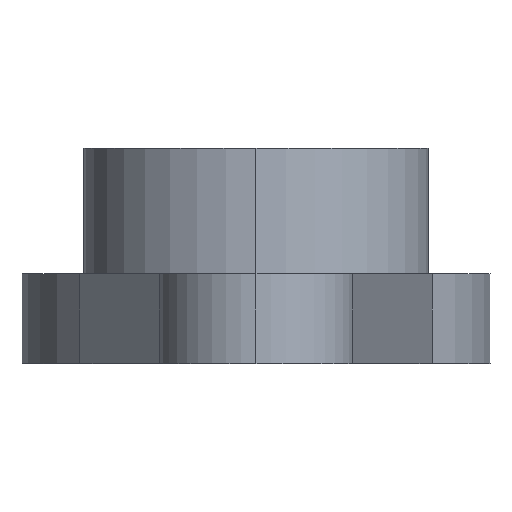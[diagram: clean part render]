
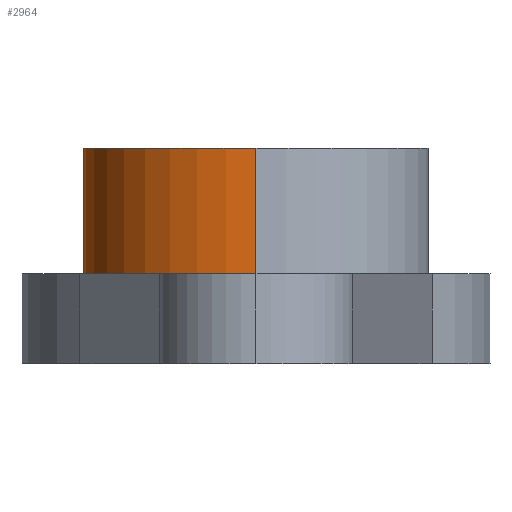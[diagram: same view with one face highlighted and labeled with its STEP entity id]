
A CAD part, left-side view. The second image highlights one B-rep face of the part: STEP entity #2964.
In plain terms, the highlighted cylindrical face has radius 4.4 mm (diameter 8.8 mm), a partial arc.
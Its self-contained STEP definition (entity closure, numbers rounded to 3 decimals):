
#65 = DIRECTION ( 'NONE',  ( 0., 0., 1. ) ) ;
#133 = LINE ( 'NONE', #1754, #195 ) ;
#134 = CIRCLE ( 'NONE', #2051, 4.4 ) ;
#149 = ORIENTED_EDGE ( 'NONE', *, *, #370, .T. ) ;
#195 = VECTOR ( 'NONE', #2022, 1000. ) ;
#252 = VERTEX_POINT ( 'NONE', #1425 ) ;
#300 = FACE_OUTER_BOUND ( 'NONE', #2832, .T. ) ;
#318 = CIRCLE ( 'NONE', #2289, 4.4 ) ;
#370 = EDGE_CURVE ( 'NONE', #552, #2097, #134, .T. ) ;
#552 = VERTEX_POINT ( 'NONE', #2972 ) ;
#736 = CARTESIAN_POINT ( 'NONE',  ( 4.4, 0., 5.5 ) ) ;
#794 = DIRECTION ( 'NONE',  ( -1., 0., 0. ) ) ;
#857 = EDGE_CURVE ( 'NONE', #2794, #552, #1060, .T. ) ;
#859 = AXIS2_PLACEMENT_3D ( 'NONE', #1948, #2896, #794 ) ;
#943 = ORIENTED_EDGE ( 'NONE', *, *, #1081, .F. ) ;
#952 = ORIENTED_EDGE ( 'NONE', *, *, #2115, .F. ) ;
#1060 = LINE ( 'NONE', #2201, #2394 ) ;
#1081 = EDGE_CURVE ( 'NONE', #2794, #252, #318, .T. ) ;
#1248 = CYLINDRICAL_SURFACE ( 'NONE', #859, 4.4 ) ;
#1425 = CARTESIAN_POINT ( 'NONE',  ( -4.4, 0., 5.5 ) ) ;
#1479 = DIRECTION ( 'NONE',  ( -1., 0., 0. ) ) ;
#1754 = CARTESIAN_POINT ( 'NONE',  ( -4.4, 0., 5.5 ) ) ;
#1781 = DIRECTION ( 'NONE',  ( 1., 0., 0. ) ) ;
#1904 = ORIENTED_EDGE ( 'NONE', *, *, #857, .T. ) ;
#1948 = CARTESIAN_POINT ( 'NONE',  ( 0., 0., 5.5 ) ) ;
#2022 = DIRECTION ( 'NONE',  ( 0., 0., -1. ) ) ;
#2051 = AXIS2_PLACEMENT_3D ( 'NONE', #2666, #65, #1479 ) ;
#2097 = VERTEX_POINT ( 'NONE', #2957 ) ;
#2115 = EDGE_CURVE ( 'NONE', #252, #2097, #133, .T. ) ;
#2201 = CARTESIAN_POINT ( 'NONE',  ( 4.4, 0., 5.5 ) ) ;
#2289 = AXIS2_PLACEMENT_3D ( 'NONE', #2973, #2296, #1781 ) ;
#2296 = DIRECTION ( 'NONE',  ( 0., 0., 1. ) ) ;
#2394 = VECTOR ( 'NONE', #2890, 1000. ) ;
#2666 = CARTESIAN_POINT ( 'NONE',  ( 0., 0., 2.3 ) ) ;
#2794 = VERTEX_POINT ( 'NONE', #736 ) ;
#2832 = EDGE_LOOP ( 'NONE', ( #943, #1904, #149, #952 ) ) ;
#2890 = DIRECTION ( 'NONE',  ( 0., 0., -1. ) ) ;
#2896 = DIRECTION ( 'NONE',  ( 0., 0., -1. ) ) ;
#2957 = CARTESIAN_POINT ( 'NONE',  ( -4.4, 0., 2.3 ) ) ;
#2964 = ADVANCED_FACE ( 'NONE', ( #300 ), #1248, .T. ) ;
#2972 = CARTESIAN_POINT ( 'NONE',  ( 4.4, 0., 2.3 ) ) ;
#2973 = CARTESIAN_POINT ( 'NONE',  ( 0., 0., 5.5 ) ) ;
